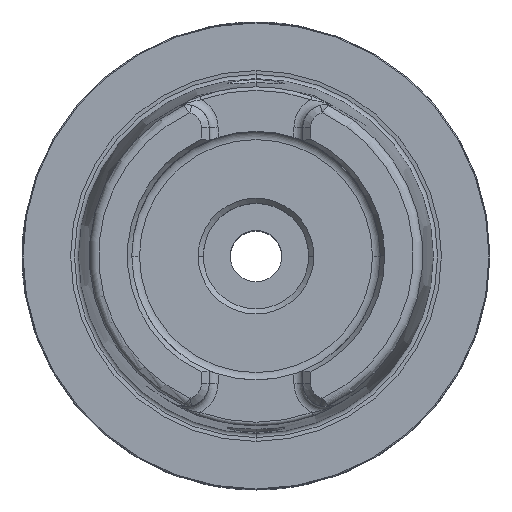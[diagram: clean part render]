
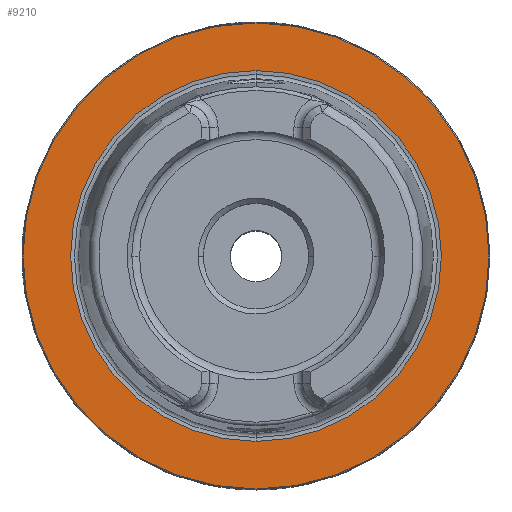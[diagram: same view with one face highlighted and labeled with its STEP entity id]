
A CAD part, top view. The second image highlights one B-rep face of the part: STEP entity #9210.
In plain terms, the highlighted planar face has unit normal (0, 0, 1).
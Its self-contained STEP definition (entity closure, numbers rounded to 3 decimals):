
#31 = DIRECTION ( 'NONE',  ( 0., 0., -1. ) ) ;
#248 = VERTEX_POINT ( 'NONE', #5413 ) ;
#375 = AXIS2_PLACEMENT_3D ( 'NONE', #2943, #8926, #3824 ) ;
#541 = CARTESIAN_POINT ( 'NONE',  ( 0., -39.59, 0. ) ) ;
#692 = EDGE_CURVE ( 'NONE', #7024, #984, #6090, .T. ) ;
#869 = CARTESIAN_POINT ( 'NONE',  ( 0., 0., 0. ) ) ;
#984 = VERTEX_POINT ( 'NONE', #7191 ) ;
#1685 = DIRECTION ( 'NONE',  ( 0., 1., 0. ) ) ;
#1696 = CIRCLE ( 'NONE', #8627, 49.765 ) ;
#2255 = EDGE_LOOP ( 'NONE', ( #8338, #9165 ) ) ;
#2943 = CARTESIAN_POINT ( 'NONE',  ( 0., 49.965, 0. ) ) ;
#3364 = DIRECTION ( 'NONE',  ( 0., 0., 1. ) ) ;
#3500 = EDGE_CURVE ( 'NONE', #7971, #248, #1696, .T. ) ;
#3586 = DIRECTION ( 'NONE',  ( 0., 0., 1. ) ) ;
#3824 = DIRECTION ( 'NONE',  ( 0., -1., 0. ) ) ;
#3956 = AXIS2_PLACEMENT_3D ( 'NONE', #4404, #31, #6127 ) ;
#4404 = CARTESIAN_POINT ( 'NONE',  ( 0., 0., 0. ) ) ;
#4497 = CIRCLE ( 'NONE', #5640, 39.59 ) ;
#4511 = FACE_BOUND ( 'NONE', #7571, .T. ) ;
#4771 = ORIENTED_EDGE ( 'NONE', *, *, #692, .T. ) ;
#5180 = AXIS2_PLACEMENT_3D ( 'NONE', #8488, #3364, #9321 ) ;
#5413 = CARTESIAN_POINT ( 'NONE',  ( 0., -49.765, 0. ) ) ;
#5448 = EDGE_CURVE ( 'NONE', #248, #7971, #6163, .T. ) ;
#5640 = AXIS2_PLACEMENT_3D ( 'NONE', #869, #6875, #1685 ) ;
#6090 = CIRCLE ( 'NONE', #3956, 39.59 ) ;
#6127 = DIRECTION ( 'NONE',  ( 0., 1., 0. ) ) ;
#6163 = CIRCLE ( 'NONE', #5180, 49.765 ) ;
#6875 = DIRECTION ( 'NONE',  ( 0., 0., -1. ) ) ;
#7024 = VERTEX_POINT ( 'NONE', #541 ) ;
#7191 = CARTESIAN_POINT ( 'NONE',  ( 0., 39.59, 0. ) ) ;
#7513 = CARTESIAN_POINT ( 'NONE',  ( 0., 49.765, 0. ) ) ;
#7571 = EDGE_LOOP ( 'NONE', ( #4771, #7918 ) ) ;
#7918 = ORIENTED_EDGE ( 'NONE', *, *, #10209, .T. ) ;
#7971 = VERTEX_POINT ( 'NONE', #7513 ) ;
#8338 = ORIENTED_EDGE ( 'NONE', *, *, #5448, .T. ) ;
#8488 = CARTESIAN_POINT ( 'NONE',  ( 0., 0., 0. ) ) ;
#8627 = AXIS2_PLACEMENT_3D ( 'NONE', #8695, #3586, #9530 ) ;
#8695 = CARTESIAN_POINT ( 'NONE',  ( 0., 0., 0. ) ) ;
#8926 = DIRECTION ( 'NONE',  ( 0., 0., 1. ) ) ;
#9165 = ORIENTED_EDGE ( 'NONE', *, *, #3500, .T. ) ;
#9210 = ADVANCED_FACE ( 'NONE', ( #9553, #4511 ), #10528, .T. ) ;
#9321 = DIRECTION ( 'NONE',  ( 0., -1., 0. ) ) ;
#9530 = DIRECTION ( 'NONE',  ( 0., -1., 0. ) ) ;
#9553 = FACE_OUTER_BOUND ( 'NONE', #2255, .T. ) ;
#10209 = EDGE_CURVE ( 'NONE', #984, #7024, #4497, .T. ) ;
#10528 = PLANE ( 'NONE',  #375 ) ;
